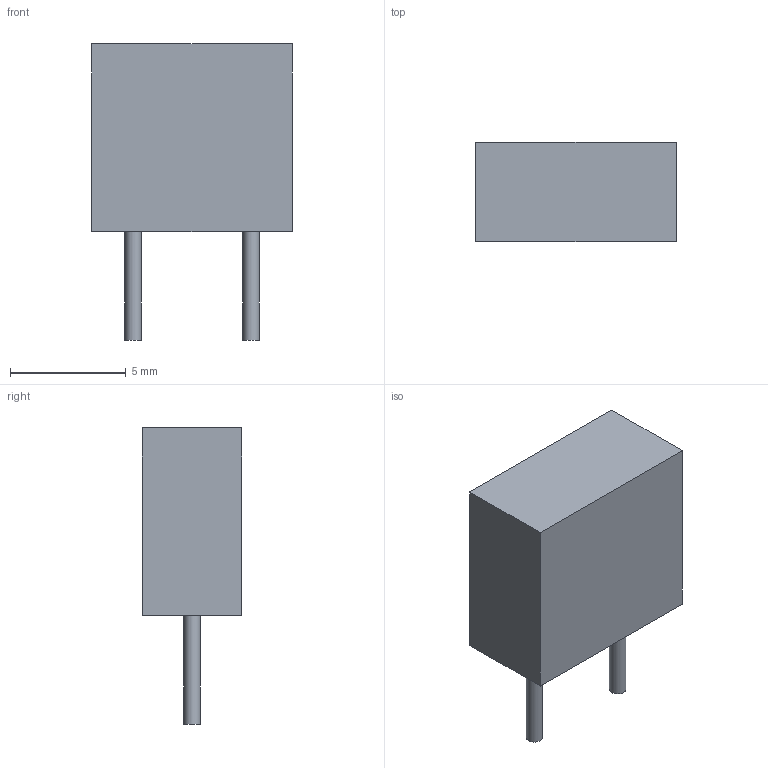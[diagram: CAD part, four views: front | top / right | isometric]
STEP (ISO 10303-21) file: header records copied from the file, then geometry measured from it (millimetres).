
FILE_DESCRIPTION(('STEP AP214'),'1');
FILE_NAME('0697','2019-10-03T00:56:25',(''),(''),'','','');
FILE_SCHEMA(('AUTOMOTIVE_DESIGN'));
Length unit declared in the file: millimetre
Products named in the file (1): product
Bounding box: 8.66 x 4.29 x 12.78 mm (x, y, z)
Volume: 3.7 mm3; surface area: 306.8 mm2
Topology: 2 solids, 8 shells, 12 faces, 30 edges, 28 vertices
Faces by surface type: plane 10, cylinder 2
Full cylindrical faces by diameter (mm): 0.711 x2
Entity records: 435 total; most frequent: CARTESIAN_POINT 71, DIRECTION 62, VERTEX_POINT 52, ORIENTED_EDGE 32, EDGE_CURVE 28, LINE 24, VECTOR 24, AXIS2_PLACEMENT_3D 19
